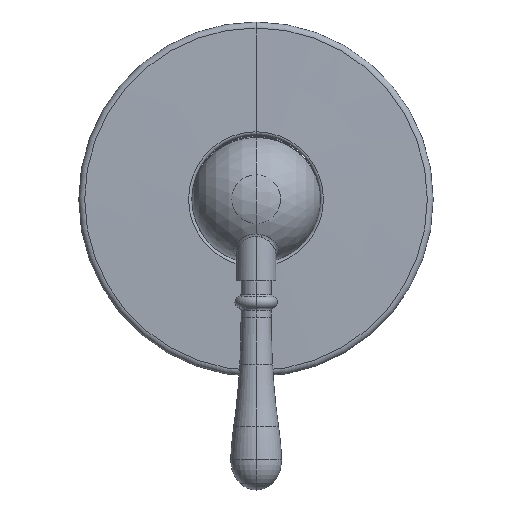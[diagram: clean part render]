
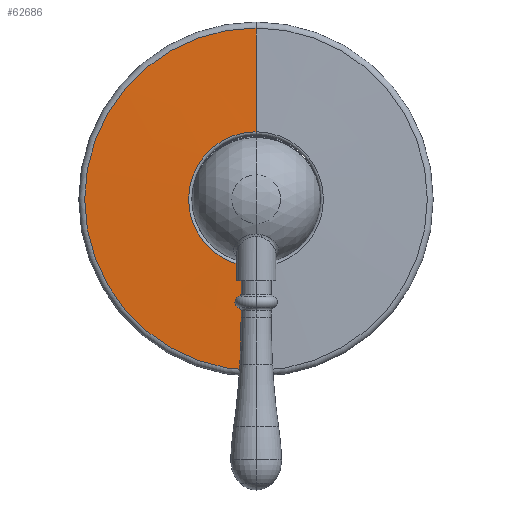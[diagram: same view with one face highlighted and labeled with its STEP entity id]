
A CAD part, top view. The second image highlights one B-rep face of the part: STEP entity #62686.
In plain terms, the highlighted conical face has half-angle 89.021 degrees and reference radius 20.63 mm.
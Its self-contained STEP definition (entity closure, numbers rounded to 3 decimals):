
#2098 = DIRECTION ( 'NONE',  ( 0., -1., 0. ) ) ;
#2821 = FACE_OUTER_BOUND ( 'NONE', #56096, .T. ) ;
#6127 = CIRCLE ( 'NONE', #39090, 22.259 ) ;
#8745 = VERTEX_POINT ( 'NONE', #56953 ) ;
#10937 = EDGE_CURVE ( 'NONE', #42856, #41525, #63071, .T. ) ;
#11428 = EDGE_CURVE ( 'NONE', #41525, #65656, #55920, .T. ) ;
#11700 = CARTESIAN_POINT ( 'NONE',  ( 0., 10.62, 0. ) ) ;
#12082 = DIRECTION ( 'NONE',  ( 0., -1., 0. ) ) ;
#12818 = DIRECTION ( 'NONE',  ( 0., 0., 1. ) ) ;
#14557 = EDGE_CURVE ( 'NONE', #8745, #42856, #6127, .T. ) ;
#17800 = CONICAL_SURFACE ( 'NONE', #29606, 20.63, 1.554 ) ;
#21346 = DIRECTION ( 'NONE',  ( 0., 1., 0. ) ) ;
#24172 = AXIS2_PLACEMENT_3D ( 'NONE', #37580, #21346, #55256 ) ;
#24683 = LINE ( 'NONE', #47156, #55616 ) ;
#29606 = AXIS2_PLACEMENT_3D ( 'NONE', #41587, #2098, #47106 ) ;
#30305 = CARTESIAN_POINT ( 'NONE',  ( 0., 10.62, -22.259 ) ) ;
#32075 = ORIENTED_EDGE ( 'NONE', *, *, #70498, .F. ) ;
#34363 = CARTESIAN_POINT ( 'NONE',  ( 0., 10.034, -56.534 ) ) ;
#35046 = CARTESIAN_POINT ( 'NONE',  ( 0., 10.647, -20.63 ) ) ;
#37580 = CARTESIAN_POINT ( 'NONE',  ( 0., 10.034, 0. ) ) ;
#39090 = AXIS2_PLACEMENT_3D ( 'NONE', #11700, #12082, #12818 ) ;
#40636 = ORIENTED_EDGE ( 'NONE', *, *, #10937, .T. ) ;
#41525 = VERTEX_POINT ( 'NONE', #34363 ) ;
#41587 = CARTESIAN_POINT ( 'NONE',  ( 0., 10.647, 0. ) ) ;
#42029 = ORIENTED_EDGE ( 'NONE', *, *, #11428, .T. ) ;
#42856 = VERTEX_POINT ( 'NONE', #30305 ) ;
#43969 = ORIENTED_EDGE ( 'NONE', *, *, #14557, .T. ) ;
#45374 = DIRECTION ( 'NONE',  ( 0., -0.017, -1. ) ) ;
#47106 = DIRECTION ( 'NONE',  ( 0., 0., -1. ) ) ;
#47156 = CARTESIAN_POINT ( 'NONE',  ( 0., 10.647, 20.63 ) ) ;
#51207 = VECTOR ( 'NONE', #45374, 1000. ) ;
#55256 = DIRECTION ( 'NONE',  ( 0., 0., 1. ) ) ;
#55616 = VECTOR ( 'NONE', #69648, 1000. ) ;
#55920 = CIRCLE ( 'NONE', #24172, 56.534 ) ;
#56096 = EDGE_LOOP ( 'NONE', ( #32075, #43969, #40636, #42029 ) ) ;
#56953 = CARTESIAN_POINT ( 'NONE',  ( 0., 10.62, 22.259 ) ) ;
#62686 = ADVANCED_FACE ( 'NONE', ( #2821 ), #17800, .T. ) ;
#63071 = LINE ( 'NONE', #35046, #51207 ) ;
#65656 = VERTEX_POINT ( 'NONE', #67907 ) ;
#67907 = CARTESIAN_POINT ( 'NONE',  ( 0., 10.034, 56.534 ) ) ;
#69648 = DIRECTION ( 'NONE',  ( 0., -0.017, 1. ) ) ;
#70498 = EDGE_CURVE ( 'NONE', #8745, #65656, #24683, .T. ) ;
